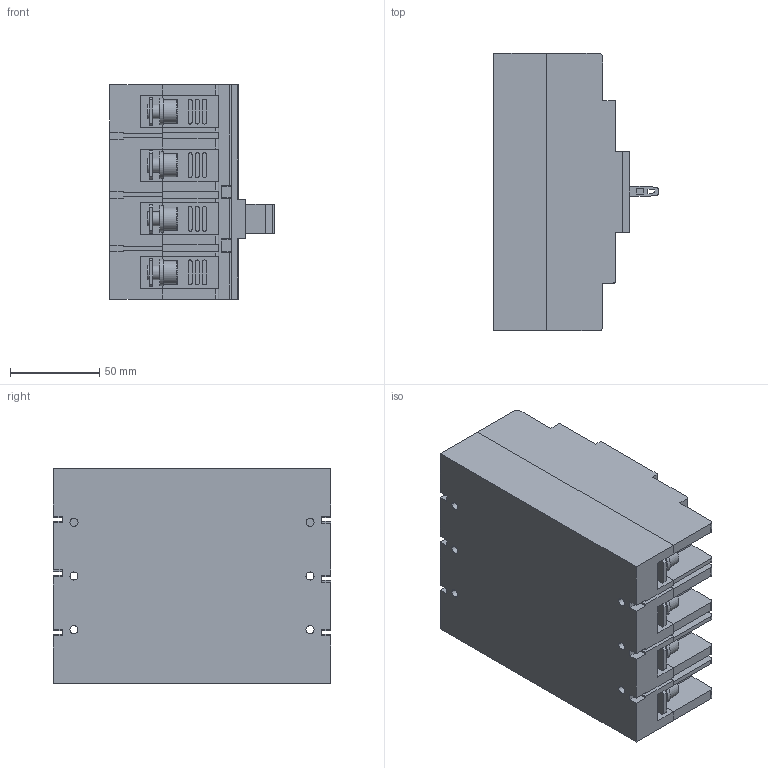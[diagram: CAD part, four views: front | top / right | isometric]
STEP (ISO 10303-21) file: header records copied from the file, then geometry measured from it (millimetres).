
FILE_DESCRIPTION((''),'2;1');
FILE_NAME('ASM0104J_ASM_1_ASM_1_ASM','2021-11-02T',('marketing.praksa'),('Audax d.o.o.'),'CREO PARAMETRIC BY PTC INC, 2017480','CREO PARAMETRIC BY PTC INC, 2017480','');
FILE_SCHEMA(('AUTOMOTIVE_DESIGN { 1 0 10303 214 1 1 1 1 }'));
Length unit declared in the file: millimetre
Products named in the file (19): ETIBREAK_2_1_1_1; PS_SS_DA_NA_1_1_1; TAMPON_ETI-EB2_1_1_1; SZKIELKO_1_1_1; EB2_125_3P-75_1_1_1; EB2_125_3P-87_1_1_1; EB2_125_3P-93_1_1_1; EB2_125_3P-87_1_1_1_1; SCREWS_ASM_1_ASM_1_ASM; PRT9562_1_1_1; PRT9562_1_1_2_1_1; PRT9562_1_2_1; PRT9562_1_3_1; PRT9562_1_ASM_1_ASM; PRT9563_1_1_1; PRT9565_1_1_1; PRT9566_1_1_1; N_1; ASM0104J_ASM_1_ASM_1_ASM
Assembly tree (20 placements, depth 3):
  ASM0104J_ASM_1_ASM_1_ASM
    ETIBREAK_2_1_1_1
    PS_SS_DA_NA_1_1_1
    TAMPON_ETI-EB2_1_1_1
    SZKIELKO_1_1_1
    SCREWS_ASM_1_ASM_1_ASM  x2
      EB2_125_3P-75_1_1_1
      EB2_125_3P-87_1_1_1
      EB2_125_3P-93_1_1_1
      EB2_125_3P-87_1_1_1_1
    PRT9562_1_ASM_1_ASM  x2
      PRT9562_1_1_1
      PRT9562_1_1_2_1_1
      PRT9562_1_2_1
      PRT9562_1_3_1
    PRT9563_1_1_1
    PRT9565_1_1_1
    PRT9566_1_1_1
    N_1
Bounding box: 92 x 155.01 x 120 mm (x, y, z)
Volume: 1099139 mm3; surface area: 158950.4 mm2
Topology: 24 solids, 28 shells, 1192 faces, 3256 edges, 2221 vertices
Faces by surface type: plane 888, cylinder 190, extrusion 82, torus 32
Entity records: 45186 total; most frequent: CARTESIAN_POINT 8468, ORIENTED_EDGE 5968, DIRECTION 5173, EDGE_CURVE 2984, VECTOR 2401, LINE 2319, VERTEX_POINT 2045, PRESENTATION_STYLE_ASSIGNMENT 1573
